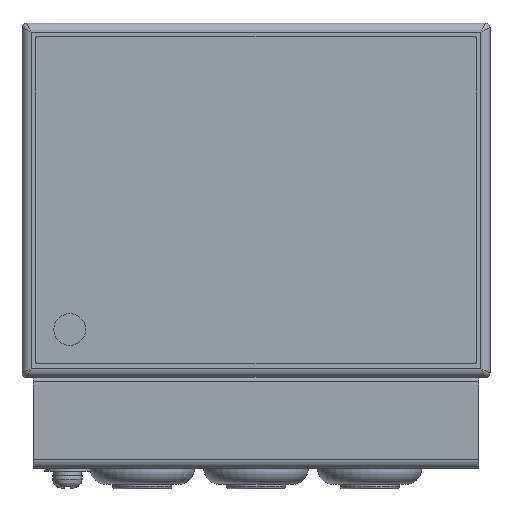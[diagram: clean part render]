
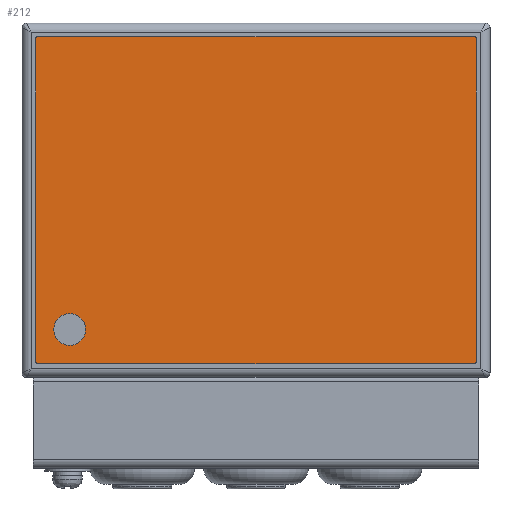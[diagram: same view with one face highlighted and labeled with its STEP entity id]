
A CAD part, top view. The second image highlights one B-rep face of the part: STEP entity #212.
In plain terms, the highlighted planar face has unit normal (0, 0, 1).
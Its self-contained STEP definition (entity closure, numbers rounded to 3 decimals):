
#212 = ADVANCED_FACE( '', ( #555, #556 ), #557, .F. );
#555 = FACE_BOUND( '', #1085, .T. );
#556 = FACE_OUTER_BOUND( '', #1086, .T. );
#557 = PLANE( '', #1087 );
#1085 = EDGE_LOOP( '', ( #2251 ) );
#1086 = EDGE_LOOP( '', ( #2252, #2253, #2254, #2255, #2256, #2257, #2258, #2259 ) );
#1087 = AXIS2_PLACEMENT_3D( '', #2260, #2261, #2262 );
#2251 = ORIENTED_EDGE( '', *, *, #3304, .T. );
#2252 = ORIENTED_EDGE( '', *, *, #3367, .F. );
#2253 = ORIENTED_EDGE( '', *, *, #3368, .F. );
#2254 = ORIENTED_EDGE( '', *, *, #3369, .F. );
#2255 = ORIENTED_EDGE( '', *, *, #3370, .F. );
#2256 = ORIENTED_EDGE( '', *, *, #3371, .F. );
#2257 = ORIENTED_EDGE( '', *, *, #3372, .F. );
#2258 = ORIENTED_EDGE( '', *, *, #3373, .F. );
#2259 = ORIENTED_EDGE( '', *, *, #3374, .F. );
#2260 = CARTESIAN_POINT( '', ( -48., 35.5, -0.3 ) );
#2261 = DIRECTION( '', ( 0., 0., -1. ) );
#2262 = DIRECTION( '', ( 0., 1., 0. ) );
#3304 = EDGE_CURVE( '', #3760, #3760, #3761, .T. );
#3367 = EDGE_CURVE( '', #3869, #3870, #3871, .T. );
#3368 = EDGE_CURVE( '', #3872, #3869, #3873, .T. );
#3369 = EDGE_CURVE( '', #3874, #3872, #3875, .T. );
#3370 = EDGE_CURVE( '', #3876, #3874, #3877, .T. );
#3371 = EDGE_CURVE( '', #3878, #3876, #3879, .T. );
#3372 = EDGE_CURVE( '', #3880, #3878, #3881, .T. );
#3373 = EDGE_CURVE( '', #3882, #3880, #3883, .T. );
#3374 = EDGE_CURVE( '', #3870, #3882, #3884, .T. );
#3760 = VERTEX_POINT( '', #4417 );
#3761 = CIRCLE( '', #4418, 3.5 );
#3869 = VERTEX_POINT( '', #4562 );
#3870 = VERTEX_POINT( '', #4563 );
#3871 = CIRCLE( '', #4564, 0.5 );
#3872 = VERTEX_POINT( '', #4565 );
#3873 = LINE( '', #4566, #4567 );
#3874 = VERTEX_POINT( '', #4568 );
#3875 = CIRCLE( '', #4569, 0.5 );
#3876 = VERTEX_POINT( '', #4570 );
#3877 = LINE( '', #4571, #4572 );
#3878 = VERTEX_POINT( '', #4573 );
#3879 = CIRCLE( '', #4574, 0.5 );
#3880 = VERTEX_POINT( '', #4575 );
#3881 = LINE( '', #4576, #4577 );
#3882 = VERTEX_POINT( '', #4578 );
#3883 = CIRCLE( '', #4579, 0.5 );
#3884 = LINE( '', #4580, #4581 );
#4417 = CARTESIAN_POINT( '', ( -44.5, -28.436, -0.3 ) );
#4418 = AXIS2_PLACEMENT_3D( '', #5284, #5285, #5286 );
#4562 = CARTESIAN_POINT( '', ( -48.5, 35.5, -0.3 ) );
#4563 = CARTESIAN_POINT( '', ( -48., 36., -0.3 ) );
#4564 = AXIS2_PLACEMENT_3D( '', #5366, #5367, #5368 );
#4565 = CARTESIAN_POINT( '', ( -48.5, -35.5, -0.3 ) );
#4566 = CARTESIAN_POINT( '', ( -48.5, -35.5, -0.3 ) );
#4567 = VECTOR( '', #5369, 1000. );
#4568 = CARTESIAN_POINT( '', ( -48., -36., -0.3 ) );
#4569 = AXIS2_PLACEMENT_3D( '', #5370, #5371, #5372 );
#4570 = CARTESIAN_POINT( '', ( 48., -36., -0.3 ) );
#4571 = CARTESIAN_POINT( '', ( 48., -36., -0.3 ) );
#4572 = VECTOR( '', #5373, 1000. );
#4573 = CARTESIAN_POINT( '', ( 48.5, -35.5, -0.3 ) );
#4574 = AXIS2_PLACEMENT_3D( '', #5374, #5375, #5376 );
#4575 = CARTESIAN_POINT( '', ( 48.5, 35.5, -0.3 ) );
#4576 = CARTESIAN_POINT( '', ( 48.5, 35.5, -0.3 ) );
#4577 = VECTOR( '', #5377, 1000. );
#4578 = CARTESIAN_POINT( '', ( 48., 36., -0.3 ) );
#4579 = AXIS2_PLACEMENT_3D( '', #5378, #5379, #5380 );
#4580 = CARTESIAN_POINT( '', ( -48., 36., -0.3 ) );
#4581 = VECTOR( '', #5381, 1000. );
#5284 = CARTESIAN_POINT( '', ( -41., -28.436, -0.3 ) );
#5285 = DIRECTION( '', ( 0., 0., -1. ) );
#5286 = DIRECTION( '', ( -1., 0., 0. ) );
#5366 = CARTESIAN_POINT( '', ( -48., 35.5, -0.3 ) );
#5367 = DIRECTION( '', ( 0., 0., -1. ) );
#5368 = DIRECTION( '', ( -1., 0., 0. ) );
#5369 = DIRECTION( '', ( 0., 1., 0. ) );
#5370 = CARTESIAN_POINT( '', ( -48., -35.5, -0.3 ) );
#5371 = DIRECTION( '', ( 0., 0., -1. ) );
#5372 = DIRECTION( '', ( 0., -1., 0. ) );
#5373 = DIRECTION( '', ( -1., 0., 0. ) );
#5374 = CARTESIAN_POINT( '', ( 48., -35.5, -0.3 ) );
#5375 = DIRECTION( '', ( 0., 0., -1. ) );
#5376 = DIRECTION( '', ( 1., 0., 0. ) );
#5377 = DIRECTION( '', ( 0., -1., 0. ) );
#5378 = CARTESIAN_POINT( '', ( 48., 35.5, -0.3 ) );
#5379 = DIRECTION( '', ( 0., 0., -1. ) );
#5380 = DIRECTION( '', ( 0., 1., 0. ) );
#5381 = DIRECTION( '', ( 1., 0., 0. ) );
